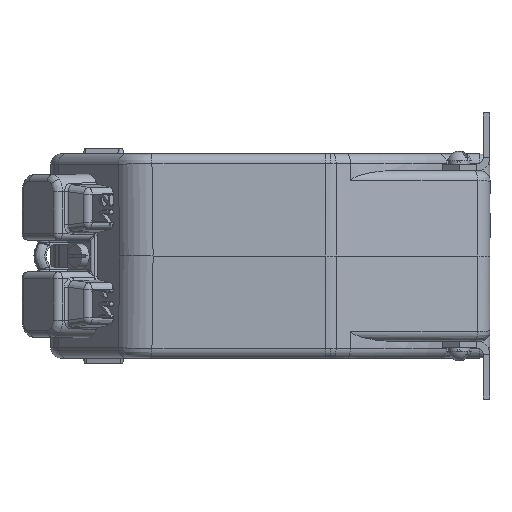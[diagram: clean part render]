
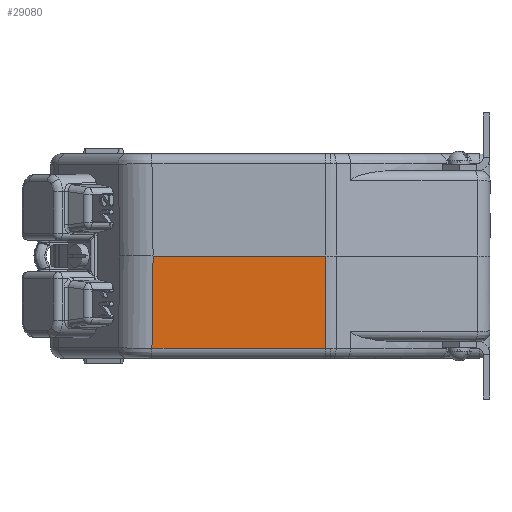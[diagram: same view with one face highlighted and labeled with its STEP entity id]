
A CAD part, left-side view. The second image highlights one B-rep face of the part: STEP entity #29080.
In plain terms, the highlighted planar face has unit normal (-1, 0, -0.018).
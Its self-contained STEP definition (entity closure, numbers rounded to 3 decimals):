
#2236 = AXIS2_PLACEMENT_3D ( 'NONE', #9958, #9964, #9965 ) ;
#4144 = EDGE_LOOP ( 'NONE', ( #33071, #33072, #33073, #33074 ) ) ;
#4656 = CARTESIAN_POINT ( 'NONE',  ( -59.528, -17.208, -27.052 ) ) ;
#4828 = CARTESIAN_POINT ( 'NONE',  ( -59.528, 33.775, -27.052 ) ) ;
#4829 = CARTESIAN_POINT ( 'NONE',  ( -60., 33.445, 0. ) ) ;
#4830 = CARTESIAN_POINT ( 'NONE',  ( -60., -17.27, 0. ) ) ;
#6465 = CARTESIAN_POINT ( 'NONE',  ( -59.999, 33.446, -0.076 ) ) ;
#6466 = DIRECTION ( 'NONE',  ( 0.017, 0.012, -1. ) ) ;
#6474 = CARTESIAN_POINT ( 'NONE',  ( -59.528, -17.201, -27.052 ) ) ;
#6477 = DIRECTION ( 'NONE',  ( 0., -1., 0. ) ) ;
#6484 = CARTESIAN_POINT ( 'NONE',  ( -59.998, -17.269, -0.131 ) ) ;
#6485 = DIRECTION ( 'NONE',  ( -0.017, -0.002, 1. ) ) ;
#6486 = CARTESIAN_POINT ( 'NONE',  ( -60., 39.693, 0. ) ) ;
#6487 = DIRECTION ( 'NONE',  ( 0., -1., 0. ) ) ;
#8829 = FACE_OUTER_BOUND ( 'NONE', #4144, .T. ) ;
#9958 = CARTESIAN_POINT ( 'NONE',  ( -60., 39.693, 0. ) ) ;
#9959 = PLANE ( 'NONE',  #2236 ) ;
#9964 = DIRECTION ( 'NONE',  ( -1., 0., -0.017 ) ) ;
#9965 = DIRECTION ( 'NONE',  ( -0.017, 0., 1. ) ) ;
#18212 = VERTEX_POINT ( 'NONE', #4656 ) ;
#18383 = VERTEX_POINT ( 'NONE', #4828 ) ;
#18384 = VERTEX_POINT ( 'NONE', #4829 ) ;
#18385 = VERTEX_POINT ( 'NONE', #4830 ) ;
#27334 = EDGE_CURVE ( 'NONE', #18384, #18383, #38843, .T. ) ;
#27342 = EDGE_CURVE ( 'NONE', #18383, #18212, #38851, .T. ) ;
#27350 = EDGE_CURVE ( 'NONE', #18212, #18385, #38850, .T. ) ;
#27352 = EDGE_CURVE ( 'NONE', #18384, #18385, #38858, .T. ) ;
#29080 = ADVANCED_FACE ( 'NONE', ( #8829 ), #9959, .T. ) ;
#33071 = ORIENTED_EDGE ( 'NONE', *, *, #27334, .T. ) ;
#33072 = ORIENTED_EDGE ( 'NONE', *, *, #27342, .T. ) ;
#33073 = ORIENTED_EDGE ( 'NONE', *, *, #27350, .T. ) ;
#33074 = ORIENTED_EDGE ( 'NONE', *, *, #27352, .F. ) ;
#38843 = LINE ( 'NONE', #6465, #38848 ) ;
#38848 = VECTOR ( 'NONE', #6466, 1000. ) ;
#38850 = LINE ( 'NONE', #6484, #38857 ) ;
#38851 = LINE ( 'NONE', #6474, #38853 ) ;
#38853 = VECTOR ( 'NONE', #6477, 1000. ) ;
#38857 = VECTOR ( 'NONE', #6485, 1000. ) ;
#38858 = LINE ( 'NONE', #6486, #38859 ) ;
#38859 = VECTOR ( 'NONE', #6487, 1000. ) ;
